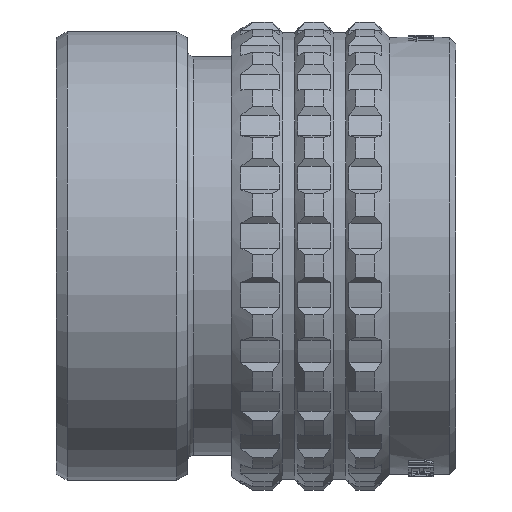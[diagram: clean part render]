
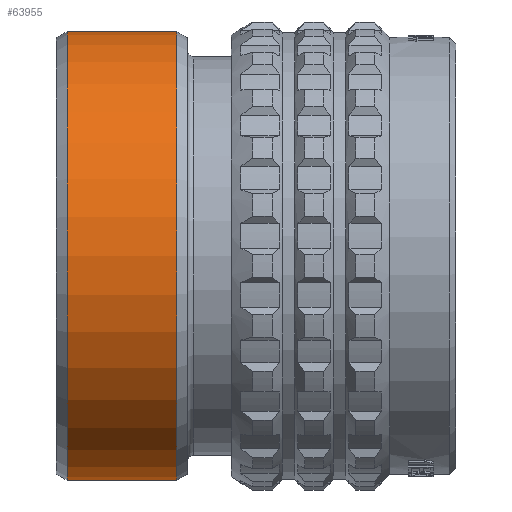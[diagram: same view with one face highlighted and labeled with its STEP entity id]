
A CAD part, top view. The second image highlights one B-rep face of the part: STEP entity #63955.
In plain terms, the highlighted cylindrical face has radius 17.975 mm (diameter 35.95 mm), a partial arc.
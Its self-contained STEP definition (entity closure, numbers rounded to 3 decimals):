
#60=DIRECTION('',(1.,0.,0.));
#61=VECTOR('',#60,8.768);
#62=CARTESIAN_POINT('',(-13.134,17.975,0.));
#63=LINE('4247',#62,#61);
#64=DIRECTION('',(1.,0.,0.));
#65=VECTOR('',#64,8.768);
#66=CARTESIAN_POINT('',(-13.134,-17.975,0.));
#67=LINE('4256',#66,#65);
#68=CARTESIAN_POINT('',(-13.134,0.,0.));
#69=DIRECTION('',(1.,0.,0.));
#70=DIRECTION('',(0.,1.,0.));
#71=AXIS2_PLACEMENT_3D('',#68,#69,#70);
#81=CARTESIAN_POINT('',(-4.366,0.,0.));
#82=DIRECTION('',(1.,0.,0.));
#83=DIRECTION('',(0.,1.,0.));
#84=AXIS2_PLACEMENT_3D('',#81,#82,#83);
#52630=CARTESIAN_POINT('',(-13.134,17.975,0.));
#52632=VERTEX_POINT('',#52630);
#52633=CARTESIAN_POINT('',(-4.366,17.975,0.));
#52634=VERTEX_POINT('',#52633);
#52642=CARTESIAN_POINT('',(-13.134,-17.975,0.));
#52644=VERTEX_POINT('',#52642);
#52645=CARTESIAN_POINT('',(-4.366,-17.975,0.));
#52646=VERTEX_POINT('',#52645);
#63943=CARTESIAN_POINT('',(19.6,0.,0.));
#63944=DIRECTION('',(-1.,0.,0.));
#63945=DIRECTION('',(0.,-1.,0.));
#63946=AXIS2_PLACEMENT_3D('',#63943,#63944,#63945);
#63947=CYLINDRICAL_SURFACE('270',#63946,17.975);
#63948=ORIENTED_EDGE('4247',*,*,#63926,.T.);
#63950=ORIENTED_EDGE('4287',*,*,#63949,.T.);
#63951=ORIENTED_EDGE('4256',*,*,#63929,.F.);
#63952=ORIENTED_EDGE('4286',*,*,#63886,.F.);
#63953=EDGE_LOOP('270',(#63948,#63950,#63951,#63952));
#63954=FACE_OUTER_BOUND('270',#63953,.F.);
#72=CIRCLE('4286',#71,17.975);
#85=CIRCLE('4287',#84,17.975);
#63886=EDGE_CURVE('4286',#52632,#52644,#72,.T.);
#63926=EDGE_CURVE('4247',#52632,#52634,#63,.T.);
#63929=EDGE_CURVE('4256',#52644,#52646,#67,.T.);
#63949=EDGE_CURVE('4287',#52634,#52646,#85,.T.);
#63955=ADVANCED_FACE('270',(#63954),#63947,.T.);
